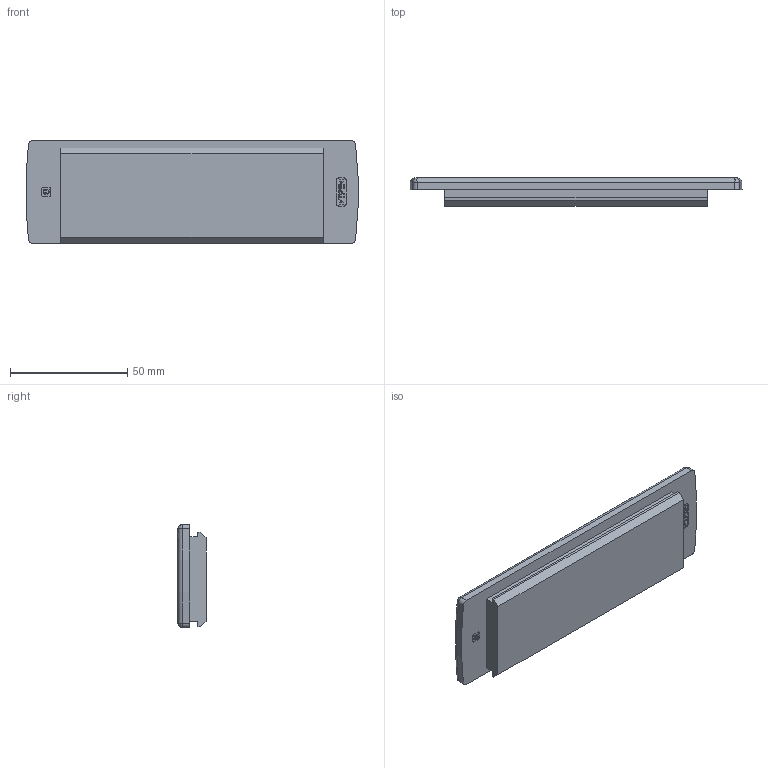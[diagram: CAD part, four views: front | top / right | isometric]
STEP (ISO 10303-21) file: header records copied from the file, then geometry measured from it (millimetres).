
FILE_DESCRIPTION(/* description */ (''),/* implementation_level */ '2;1');
FILE_NAME(/* name */ '28840_6_KES_E_12_24_B.stp',/* time_stamp */ '2020-03-30T15:41:26+02:00',/* author */ (''),/* organization */ (''),/* preprocessor_version */ 'ST-DEVELOPER v16.7',/* originating_system */ 'SIEMENS PLM Software NX 12.0',/* authorisation */ '');
FILE_SCHEMA (('AUTOMOTIVE_DESIGN { 1 0 10303 214 3 1 1 1 }'));
Length unit declared in the file: millimetre
Products named in the file (1): KES_E_12_24_B
Bounding box: 141.72 x 12 x 43.97 mm (x, y, z)
Volume: 59366.9 mm3; surface area: 16786 mm2
Topology: 1 solids, 1 shells, 748 faces, 1951 edges, 1270 vertices
Faces by surface type: plane 473, bspline 229, extrusion 16, sphere 12, cylinder 10, cone 6, torus 2
Entity records: 37004 total; most frequent: CARTESIAN_POINT 20602, ORIENTED_EDGE 3894, DIRECTION 2350, EDGE_CURVE 1947, VECTOR 1290, LINE 1274, VERTEX_POINT 1270, EDGE_LOOP 817
